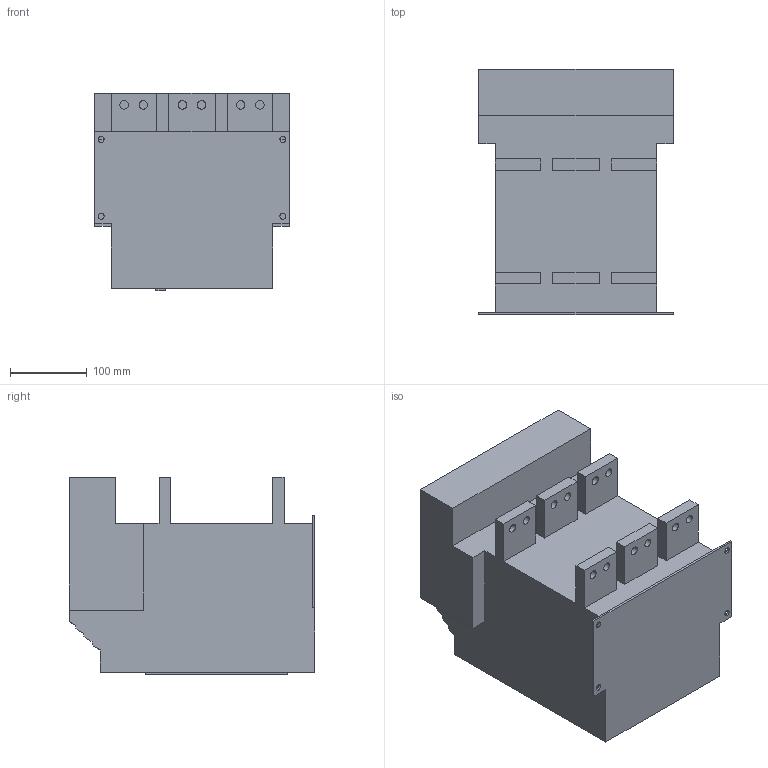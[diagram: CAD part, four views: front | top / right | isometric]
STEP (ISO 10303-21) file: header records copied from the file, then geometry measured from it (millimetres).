
FILE_DESCRIPTION (( 'STEP AP214' ), '1' );
FILE_NAME ('ÂÀ-450-3-õ ïîë. ôèêñ.STEP', '2018-02-26T10:47:14', ( '' ), ( '' ), 'SwSTEP 2.0', 'SolidWorks 2017', '' );
FILE_SCHEMA (( 'AUTOMOTIVE_DESIGN' ));
Length unit declared in the file: millimetre
Products named in the file (1): ÂÀ-450-3-õ ïîë. ôèêñ
Bounding box: 254 x 320 x 257 mm (x, y, z)
Volume: 14358851.3 mm3; surface area: 469818.8 mm2
Topology: 2 solids, 2 shells, 408 faces, 983 edges, 661 vertices
Faces by surface type: plane 209, cylinder 160, bspline 39
Entity records: 12613 total; most frequent: CARTESIAN_POINT 2560, DIRECTION 1966, ORIENTED_EDGE 1966, EDGE_CURVE 983, AXIS2_PLACEMENT_3D 691, VERTEX_POINT 661, LINE 584, VECTOR 584
